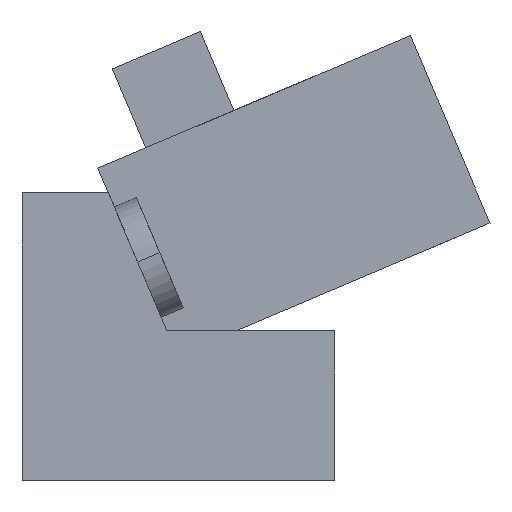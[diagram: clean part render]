
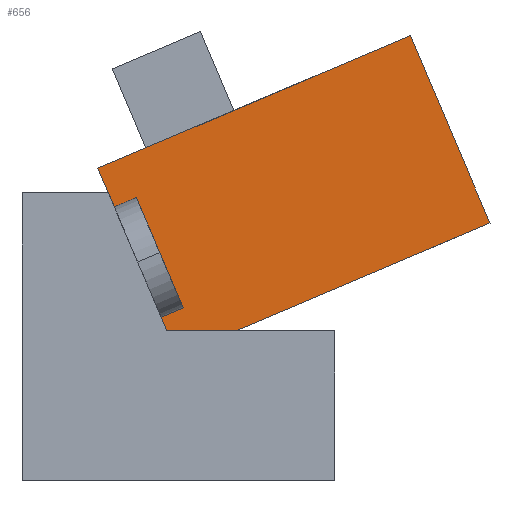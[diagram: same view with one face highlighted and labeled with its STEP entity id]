
A CAD part, left-side view. The second image highlights one B-rep face of the part: STEP entity #656.
In plain terms, the highlighted planar face has unit normal (-1, 0, 0).
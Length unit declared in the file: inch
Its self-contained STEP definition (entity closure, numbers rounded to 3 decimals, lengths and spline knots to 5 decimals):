
#8 = EDGE_CURVE ( 'NONE', #1485, #376, #688, .T. ) ;
#46 = CARTESIAN_POINT ( 'NONE',  ( -0.585, 0., 0.06 ) ) ;
#59 = CARTESIAN_POINT ( 'NONE',  ( -0.585, -0.255, 0.85 ) ) ;
#104 = LINE ( 'NONE', #131, #177 ) ;
#131 = CARTESIAN_POINT ( 'NONE',  ( -0.585, -0.15, 0.06 ) ) ;
#134 = EDGE_CURVE ( 'NONE', #464, #849, #1246, .T. ) ;
#135 = LINE ( 'NONE', #147, #1273 ) ;
#147 = CARTESIAN_POINT ( 'NONE',  ( -0.585, 0., 0. ) ) ;
#148 = CARTESIAN_POINT ( 'NONE',  ( -0.585, -0.15, 0.06 ) ) ;
#174 = CARTESIAN_POINT ( 'NONE',  ( -0.585, 0.15, 0.06 ) ) ;
#175 = EDGE_CURVE ( 'NONE', #743, #810, #104, .T. ) ;
#177 = VECTOR ( 'NONE', #1193, 39.37008 ) ;
#196 = ORIENTED_EDGE ( 'NONE', *, *, #513, .F. ) ;
#200 = ORIENTED_EDGE ( 'NONE', *, *, #134, .F. ) ;
#202 = CARTESIAN_POINT ( 'NONE',  ( -0.585, 0.255, 0.85 ) ) ;
#204 = DIRECTION ( 'NONE',  ( 0., 1., 0. ) ) ;
#257 = ORIENTED_EDGE ( 'NONE', *, *, #1298, .F. ) ;
#318 = LINE ( 'NONE', #440, #1277 ) ;
#334 = CARTESIAN_POINT ( 'NONE',  ( -0.585, 0., 0.675 ) ) ;
#347 = CARTESIAN_POINT ( 'NONE',  ( -0.585, -0.255, 0.675 ) ) ;
#348 = VECTOR ( 'NONE', #386, 39.37008 ) ;
#372 = VERTEX_POINT ( 'NONE', #530 ) ;
#376 = VERTEX_POINT ( 'NONE', #860 ) ;
#386 = DIRECTION ( 'NONE',  ( 0., 1., 0. ) ) ;
#399 = DIRECTION ( 'NONE',  ( 0., 0., -1. ) ) ;
#440 = CARTESIAN_POINT ( 'NONE',  ( -0.585, 0.255, 0.85 ) ) ;
#448 = DIRECTION ( 'NONE',  ( 0., -1., 0. ) ) ;
#464 = VERTEX_POINT ( 'NONE', #59 ) ;
#513 = EDGE_CURVE ( 'NONE', #1485, #464, #318, .T. ) ;
#525 = CARTESIAN_POINT ( 'NONE',  ( -0.585, -0.255, 0. ) ) ;
#530 = CARTESIAN_POINT ( 'NONE',  ( -0.585, 0.15, 0. ) ) ;
#584 = DIRECTION ( 'NONE',  ( -1., 0., 0. ) ) ;
#594 = VECTOR ( 'NONE', #948, 39.37008 ) ;
#656 = ADVANCED_FACE ( 'NONE', ( #808 ), #1173, .T. ) ;
#682 = VECTOR ( 'NONE', #204, 39.37008 ) ;
#688 = LINE ( 'NONE', #692, #742 ) ;
#692 = CARTESIAN_POINT ( 'NONE',  ( -0.585, 0.255, 0.675 ) ) ;
#720 = LINE ( 'NONE', #1215, #1331 ) ;
#742 = VECTOR ( 'NONE', #1046, 39.37008 ) ;
#743 = VERTEX_POINT ( 'NONE', #148 ) ;
#808 = FACE_OUTER_BOUND ( 'NONE', #993, .T. ) ;
#810 = VERTEX_POINT ( 'NONE', #1211 ) ;
#832 = EDGE_CURVE ( 'NONE', #743, #847, #1367, .T. ) ;
#847 = VERTEX_POINT ( 'NONE', #174 ) ;
#849 = VERTEX_POINT ( 'NONE', #525 ) ;
#860 = CARTESIAN_POINT ( 'NONE',  ( -0.585, 0.255, 0. ) ) ;
#876 = EDGE_CURVE ( 'NONE', #847, #372, #720, .T. ) ;
#900 = ORIENTED_EDGE ( 'NONE', *, *, #175, .T. ) ;
#948 = DIRECTION ( 'NONE',  ( 0., 0., -1. ) ) ;
#993 = EDGE_LOOP ( 'NONE', ( #1175, #1203, #900, #257, #200, #196, #1447, #1089 ) ) ;
#1030 = EDGE_CURVE ( 'NONE', #372, #376, #1510, .T. ) ;
#1046 = DIRECTION ( 'NONE',  ( 0., 0., -1. ) ) ;
#1057 = DIRECTION ( 'NONE',  ( 0., 0., 1. ) ) ;
#1089 = ORIENTED_EDGE ( 'NONE', *, *, #1030, .F. ) ;
#1151 = CARTESIAN_POINT ( 'NONE',  ( -0.585, 0., 0. ) ) ;
#1173 = PLANE ( 'NONE',  #1188 ) ;
#1175 = ORIENTED_EDGE ( 'NONE', *, *, #876, .F. ) ;
#1188 = AXIS2_PLACEMENT_3D ( 'NONE', #334, #584, #1057 ) ;
#1193 = DIRECTION ( 'NONE',  ( 0., 0., -1. ) ) ;
#1203 = ORIENTED_EDGE ( 'NONE', *, *, #832, .F. ) ;
#1211 = CARTESIAN_POINT ( 'NONE',  ( -0.585, -0.15, 0. ) ) ;
#1215 = CARTESIAN_POINT ( 'NONE',  ( -0.585, 0.15, 0.06 ) ) ;
#1246 = LINE ( 'NONE', #347, #594 ) ;
#1273 = VECTOR ( 'NONE', #1330, 39.37008 ) ;
#1277 = VECTOR ( 'NONE', #448, 39.37008 ) ;
#1298 = EDGE_CURVE ( 'NONE', #849, #810, #135, .T. ) ;
#1330 = DIRECTION ( 'NONE',  ( 0., 1., 0. ) ) ;
#1331 = VECTOR ( 'NONE', #399, 39.37008 ) ;
#1367 = LINE ( 'NONE', #46, #348 ) ;
#1447 = ORIENTED_EDGE ( 'NONE', *, *, #8, .T. ) ;
#1485 = VERTEX_POINT ( 'NONE', #202 ) ;
#1510 = LINE ( 'NONE', #1151, #682 ) ;
